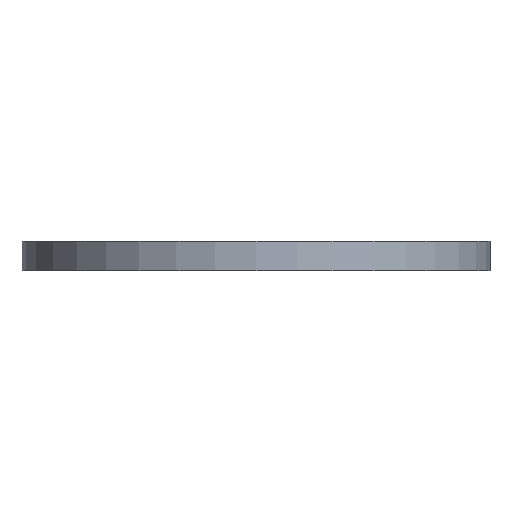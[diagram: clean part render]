
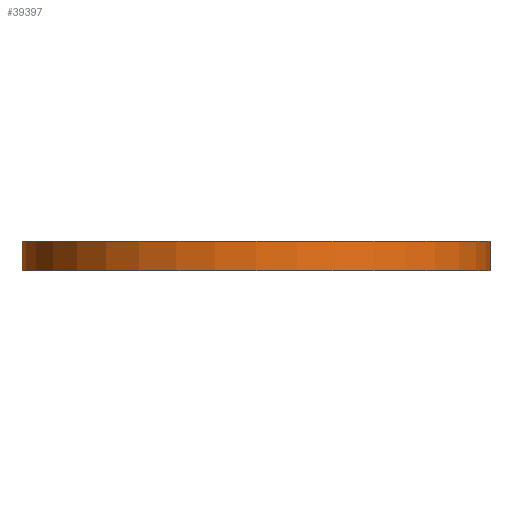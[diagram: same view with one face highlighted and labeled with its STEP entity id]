
A CAD part, front view. The second image highlights one B-rep face of the part: STEP entity #39397.
In plain terms, the highlighted cylindrical face has radius 6.25 mm (diameter 12.5 mm), a full revolution.
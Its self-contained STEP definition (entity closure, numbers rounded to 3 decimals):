
#722 = PLANE('',#723);
#723 = AXIS2_PLACEMENT_3D('',#724,#725,#726);
#724 = CARTESIAN_POINT('',(0.,0.,0.781));
#725 = DIRECTION('',(0.,0.,1.));
#726 = DIRECTION('',(1.,0.,-0.));
#38742 = EDGE_CURVE('',#38743,#38743,#38745,.T.);
#38743 = VERTEX_POINT('',#38744);
#38744 = CARTESIAN_POINT('',(-6.25,0.,0.781));
#38745 = SURFACE_CURVE('',#38746,(#38751,#38758),.PCURVE_S1.);
#38746 = CIRCLE('',#38747,6.25);
#38747 = AXIS2_PLACEMENT_3D('',#38748,#38749,#38750);
#38748 = CARTESIAN_POINT('',(0.,0.,0.781));
#38749 = DIRECTION('',(0.,0.,1.));
#38750 = DIRECTION('',(1.,0.,-0.));
#38751 = PCURVE('',#722,#38752);
#38752 = DEFINITIONAL_REPRESENTATION('',(#38753),#38757);
#38753 = CIRCLE('',#38754,6.25);
#38754 = AXIS2_PLACEMENT_2D('',#38755,#38756);
#38755 = CARTESIAN_POINT('',(0.,0.));
#38756 = DIRECTION('',(1.,0.));
#38757 = ( GEOMETRIC_REPRESENTATION_CONTEXT(2) 
PARAMETRIC_REPRESENTATION_CONTEXT() REPRESENTATION_CONTEXT('2D SPACE',''
  ) );
#38758 = PCURVE('',#38759,#38764);
#38759 = CYLINDRICAL_SURFACE('',#38760,6.25);
#38760 = AXIS2_PLACEMENT_3D('',#38761,#38762,#38763);
#38761 = CARTESIAN_POINT('',(0.,0.,0.));
#38762 = DIRECTION('',(0.,0.,1.));
#38763 = DIRECTION('',(1.,0.,-0.));
#38764 = DEFINITIONAL_REPRESENTATION('',(#38765),#38769);
#38765 = LINE('',#38766,#38767);
#38766 = CARTESIAN_POINT('',(-6.283,0.781));
#38767 = VECTOR('',#38768,1.);
#38768 = DIRECTION('',(1.,0.));
#38769 = ( GEOMETRIC_REPRESENTATION_CONTEXT(2) 
PARAMETRIC_REPRESENTATION_CONTEXT() REPRESENTATION_CONTEXT('2D SPACE',''
  ) );
#39380 = PLANE('',#39381);
#39381 = AXIS2_PLACEMENT_3D('',#39382,#39383,#39384);
#39382 = CARTESIAN_POINT('',(0.,0.,0.));
#39383 = DIRECTION('',(0.,0.,1.));
#39384 = DIRECTION('',(1.,0.,-0.));
#39397 = ADVANCED_FACE('',(#39398),#38759,.T.);
#39398 = FACE_BOUND('',#39399,.T.);
#39399 = EDGE_LOOP('',(#39400,#39401,#39424,#39446));
#39400 = ORIENTED_EDGE('',*,*,#38742,.F.);
#39401 = ORIENTED_EDGE('',*,*,#39402,.T.);
#39402 = EDGE_CURVE('',#38743,#39403,#39405,.T.);
#39403 = VERTEX_POINT('',#39404);
#39404 = CARTESIAN_POINT('',(-6.25,0.,0.));
#39405 = SEAM_CURVE('',#39406,(#39410,#39417),.PCURVE_S1.);
#39406 = LINE('',#39407,#39408);
#39407 = CARTESIAN_POINT('',(-6.25,0.,0.));
#39408 = VECTOR('',#39409,1.);
#39409 = DIRECTION('',(0.,0.,-1.));
#39410 = PCURVE('',#38759,#39411);
#39411 = DEFINITIONAL_REPRESENTATION('',(#39412),#39416);
#39412 = LINE('',#39413,#39414);
#39413 = CARTESIAN_POINT('',(-3.142,0.));
#39414 = VECTOR('',#39415,1.);
#39415 = DIRECTION('',(0.,-1.));
#39416 = ( GEOMETRIC_REPRESENTATION_CONTEXT(2) 
PARAMETRIC_REPRESENTATION_CONTEXT() REPRESENTATION_CONTEXT('2D SPACE',''
  ) );
#39417 = PCURVE('',#38759,#39418);
#39418 = DEFINITIONAL_REPRESENTATION('',(#39419),#39423);
#39419 = LINE('',#39420,#39421);
#39420 = CARTESIAN_POINT('',(3.142,0.));
#39421 = VECTOR('',#39422,1.);
#39422 = DIRECTION('',(0.,-1.));
#39423 = ( GEOMETRIC_REPRESENTATION_CONTEXT(2) 
PARAMETRIC_REPRESENTATION_CONTEXT() REPRESENTATION_CONTEXT('2D SPACE',''
  ) );
#39424 = ORIENTED_EDGE('',*,*,#39425,.T.);
#39425 = EDGE_CURVE('',#39403,#39403,#39426,.T.);
#39426 = SURFACE_CURVE('',#39427,(#39432,#39439),.PCURVE_S1.);
#39427 = CIRCLE('',#39428,6.25);
#39428 = AXIS2_PLACEMENT_3D('',#39429,#39430,#39431);
#39429 = CARTESIAN_POINT('',(0.,0.,0.));
#39430 = DIRECTION('',(0.,0.,1.));
#39431 = DIRECTION('',(1.,0.,-0.));
#39432 = PCURVE('',#38759,#39433);
#39433 = DEFINITIONAL_REPRESENTATION('',(#39434),#39438);
#39434 = LINE('',#39435,#39436);
#39435 = CARTESIAN_POINT('',(-6.283,0.));
#39436 = VECTOR('',#39437,1.);
#39437 = DIRECTION('',(1.,0.));
#39438 = ( GEOMETRIC_REPRESENTATION_CONTEXT(2) 
PARAMETRIC_REPRESENTATION_CONTEXT() REPRESENTATION_CONTEXT('2D SPACE',''
  ) );
#39439 = PCURVE('',#39380,#39440);
#39440 = DEFINITIONAL_REPRESENTATION('',(#39441),#39445);
#39441 = CIRCLE('',#39442,6.25);
#39442 = AXIS2_PLACEMENT_2D('',#39443,#39444);
#39443 = CARTESIAN_POINT('',(0.,0.));
#39444 = DIRECTION('',(1.,0.));
#39445 = ( GEOMETRIC_REPRESENTATION_CONTEXT(2) 
PARAMETRIC_REPRESENTATION_CONTEXT() REPRESENTATION_CONTEXT('2D SPACE',''
  ) );
#39446 = ORIENTED_EDGE('',*,*,#39402,.F.);
